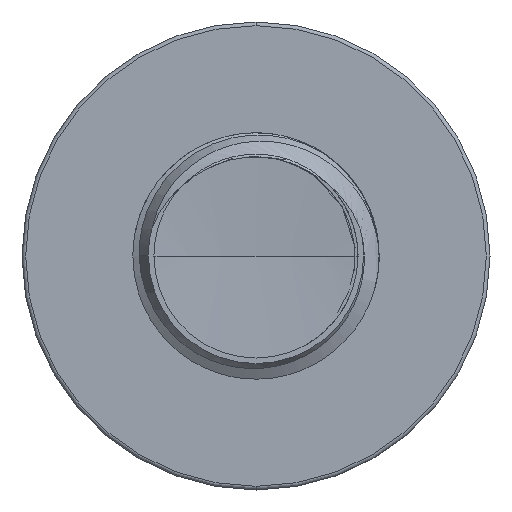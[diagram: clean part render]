
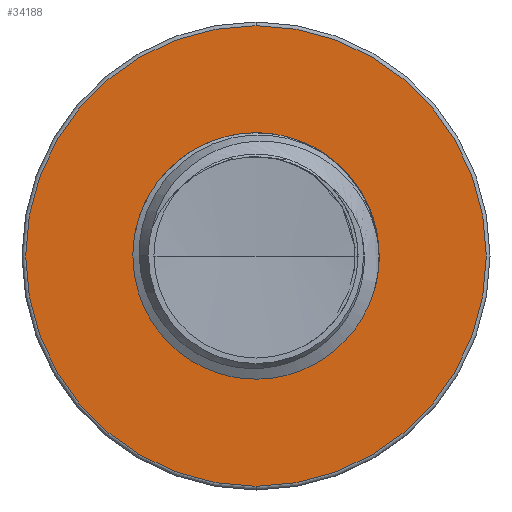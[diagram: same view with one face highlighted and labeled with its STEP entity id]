
A CAD part, front view. The second image highlights one B-rep face of the part: STEP entity #34188.
In plain terms, the highlighted planar face has unit normal (0, -1, 0).
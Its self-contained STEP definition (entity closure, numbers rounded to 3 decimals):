
#36 = PLANE ( 'NONE',  #20306 ) ;
#650 = EDGE_CURVE ( 'NONE', #5881, #25824, #36241, .T. ) ;
#984 = EDGE_CURVE ( 'NONE', #17818, #6731, #1220, .T. ) ;
#1220 = CIRCLE ( 'NONE', #4657, 4.675 ) ;
#2644 = DIRECTION ( 'NONE',  ( 0., 0., -1. ) ) ;
#2985 = CARTESIAN_POINT ( 'NONE',  ( 0., 27.5, 2.438 ) ) ;
#4592 = ORIENTED_EDGE ( 'NONE', *, *, #16076, .T. ) ;
#4657 = AXIS2_PLACEMENT_3D ( 'NONE', #28459, #28415, #28377 ) ;
#5881 = VERTEX_POINT ( 'NONE', #31266 ) ;
#6731 = VERTEX_POINT ( 'NONE', #14660 ) ;
#9069 = ORIENTED_EDGE ( 'NONE', *, *, #17541, .F. ) ;
#10863 = CARTESIAN_POINT ( 'NONE',  ( 0., 27.5, 4.675 ) ) ;
#12851 = AXIS2_PLACEMENT_3D ( 'NONE', #13779, #13723, #13677 ) ;
#13677 = DIRECTION ( 'NONE',  ( 0., 0., -1. ) ) ;
#13723 = DIRECTION ( 'NONE',  ( 0., -1., 0. ) ) ;
#13779 = CARTESIAN_POINT ( 'NONE',  ( 0., 27.5, 0. ) ) ;
#14660 = CARTESIAN_POINT ( 'NONE',  ( 0., 27.5, -4.675 ) ) ;
#16076 = EDGE_CURVE ( 'NONE', #6731, #17818, #30574, .T. ) ;
#16164 = FACE_OUTER_BOUND ( 'NONE', #37350, .T. ) ;
#17541 = EDGE_CURVE ( 'NONE', #25824, #5881, #37069, .T. ) ;
#17818 = VERTEX_POINT ( 'NONE', #10863 ) ;
#19737 = ORIENTED_EDGE ( 'NONE', *, *, #984, .T. ) ;
#20306 = AXIS2_PLACEMENT_3D ( 'NONE', #2985, #28664, #28796 ) ;
#24590 = ORIENTED_EDGE ( 'NONE', *, *, #650, .F. ) ;
#25824 = VERTEX_POINT ( 'NONE', #29001 ) ;
#28377 = DIRECTION ( 'NONE',  ( 0., 0., -1. ) ) ;
#28415 = DIRECTION ( 'NONE',  ( 0., -1., 0. ) ) ;
#28459 = CARTESIAN_POINT ( 'NONE',  ( 0., 27.5, 0. ) ) ;
#28664 = DIRECTION ( 'NONE',  ( 0., -1., 0. ) ) ;
#28796 = DIRECTION ( 'NONE',  ( 0., 0., -1. ) ) ;
#29001 = CARTESIAN_POINT ( 'NONE',  ( 0., 27.5, 2.438 ) ) ;
#30574 = CIRCLE ( 'NONE', #35342, 4.675 ) ;
#31266 = CARTESIAN_POINT ( 'NONE',  ( 0., 27.5, -2.438 ) ) ;
#32188 = EDGE_LOOP ( 'NONE', ( #24590, #9069 ) ) ;
#32931 = CARTESIAN_POINT ( 'NONE',  ( 0., 27.5, 0. ) ) ;
#34188 = ADVANCED_FACE ( 'NONE', ( #16164, #38637 ), #36, .T. ) ;
#34891 = DIRECTION ( 'NONE',  ( 0., 0., -1. ) ) ;
#34927 = DIRECTION ( 'NONE',  ( 0., -1., 0. ) ) ;
#35002 = CARTESIAN_POINT ( 'NONE',  ( 0., 27.5, 0. ) ) ;
#35190 = AXIS2_PLACEMENT_3D ( 'NONE', #32931, #37060, #2644 ) ;
#35342 = AXIS2_PLACEMENT_3D ( 'NONE', #35002, #34927, #34891 ) ;
#36241 = CIRCLE ( 'NONE', #35190, 2.438 ) ;
#37060 = DIRECTION ( 'NONE',  ( 0., -1., 0. ) ) ;
#37069 = CIRCLE ( 'NONE', #12851, 2.438 ) ;
#37350 = EDGE_LOOP ( 'NONE', ( #4592, #19737 ) ) ;
#38637 = FACE_BOUND ( 'NONE', #32188, .T. ) ;
